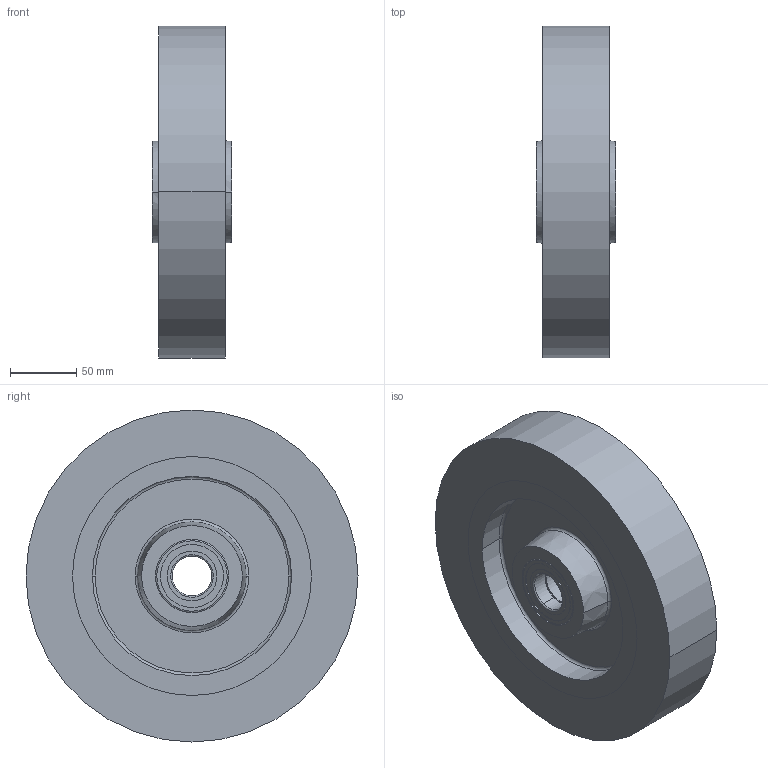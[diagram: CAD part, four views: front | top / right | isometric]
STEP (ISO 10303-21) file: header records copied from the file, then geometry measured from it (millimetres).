
FILE_DESCRIPTION (( 'STEP AP214' ), '1' );
FILE_NAME ('0013801AND_EPUG-250-50-60-K30.STEP', '2015-09-04T09:11:30', ( '' ), ( '' ), 'SwSTEP 2.0', 'SolidWorks 2014', '' );
FILE_SCHEMA (( 'AUTOMOTIVE_DESIGN' ));
Length unit declared in the file: millimetre
Products named in the file (1): 0013801AND_EPUG-250-50-60-K30
Bounding box: 60 x 250 x 250 mm (x, y, z)
Volume: 1921987.7 mm3; surface area: 263715.8 mm2
Topology: 12 solids, 12 shells, 161 faces, 330 edges, 196 vertices
Faces by surface type: cylinder 54, torus 47, plane 35, cone 15, bspline 10
Entity records: 6556 total; most frequent: CARTESIAN_POINT 1108, DIRECTION 836, ORIENTED_EDGE 660, AXIS2_PLACEMENT_3D 374, EDGE_CURVE 330, CIRCLE 222, VERTEX_POINT 196, EDGE_LOOP 186
